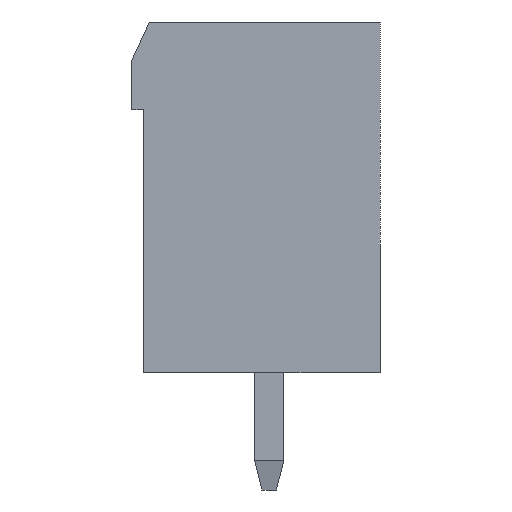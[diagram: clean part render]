
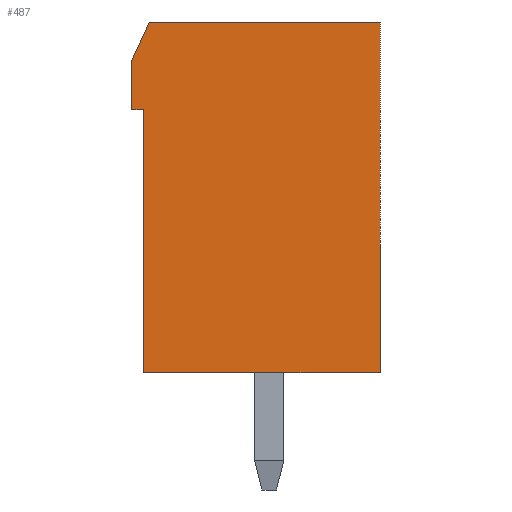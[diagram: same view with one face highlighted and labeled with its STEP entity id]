
A CAD part, left-side view. The second image highlights one B-rep face of the part: STEP entity #487.
In plain terms, the highlighted planar face has unit normal (-1, 0, 0).
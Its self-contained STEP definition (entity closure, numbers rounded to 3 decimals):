
#487 = ADVANCED_FACE( '', ( #1150 ), #1151, .F. );
#1150 = FACE_OUTER_BOUND( '', #2062, .T. );
#1151 = PLANE( '', #2063 );
#2062 = EDGE_LOOP( '', ( #3129, #3130, #3131, #3132, #3133, #3134, #3135 ) );
#2063 = AXIS2_PLACEMENT_3D( '', #3136, #3137, #3138 );
#3129 = ORIENTED_EDGE( '', *, *, #5723, .F. );
#3130 = ORIENTED_EDGE( '', *, *, #5724, .F. );
#3131 = ORIENTED_EDGE( '', *, *, #5725, .F. );
#3132 = ORIENTED_EDGE( '', *, *, #5587, .F. );
#3133 = ORIENTED_EDGE( '', *, *, #5726, .F. );
#3134 = ORIENTED_EDGE( '', *, *, #5727, .F. );
#3135 = ORIENTED_EDGE( '', *, *, #5728, .F. );
#3136 = CARTESIAN_POINT( '', ( -20., 0., 0. ) );
#3137 = DIRECTION( '', ( 1., 0., 0. ) );
#3138 = DIRECTION( '', ( 0., 0., -1. ) );
#5587 = EDGE_CURVE( '', #6667, #6663, #6669, .T. );
#5723 = EDGE_CURVE( '', #6908, #6909, #6910, .T. );
#5724 = EDGE_CURVE( '', #6911, #6908, #6912, .T. );
#5725 = EDGE_CURVE( '', #6663, #6911, #6913, .T. );
#5726 = EDGE_CURVE( '', #6914, #6667, #6915, .T. );
#5727 = EDGE_CURVE( '', #6916, #6914, #6917, .T. );
#5728 = EDGE_CURVE( '', #6909, #6916, #6918, .T. );
#6663 = VERTEX_POINT( '', #8257 );
#6667 = VERTEX_POINT( '', #8263 );
#6669 = LINE( '', #8266, #8267 );
#6908 = VERTEX_POINT( '', #8650 );
#6909 = VERTEX_POINT( '', #8651 );
#6910 = LINE( '', #8652, #8653 );
#6911 = VERTEX_POINT( '', #8654 );
#6912 = LINE( '', #8655, #8656 );
#6913 = LINE( '', #8657, #8658 );
#6914 = VERTEX_POINT( '', #8659 );
#6915 = LINE( '', #8660, #8661 );
#6916 = VERTEX_POINT( '', #8662 );
#6917 = LINE( '', #8663, #8664 );
#6918 = LINE( '', #8665, #8666 );
#8257 = CARTESIAN_POINT( '', ( -20., 4.25, 3. ) );
#8263 = CARTESIAN_POINT( '', ( -20., 3.85, 3. ) );
#8266 = CARTESIAN_POINT( '', ( -20., 3.85, 3. ) );
#8267 = VECTOR( '', #10757, 1000. );
#8650 = CARTESIAN_POINT( '', ( -20., 3.65, 6. ) );
#8651 = CARTESIAN_POINT( '', ( -20., -4.25, 6. ) );
#8652 = CARTESIAN_POINT( '', ( -20., 3.65, 6. ) );
#8653 = VECTOR( '', #10875, 1000. );
#8654 = CARTESIAN_POINT( '', ( -20., 4.25, 4.7 ) );
#8655 = CARTESIAN_POINT( '', ( -20., 4.25, 4.7 ) );
#8656 = VECTOR( '', #10876, 1000. );
#8657 = CARTESIAN_POINT( '', ( -20., 4.25, 3. ) );
#8658 = VECTOR( '', #10877, 1000. );
#8659 = CARTESIAN_POINT( '', ( -20., 3.85, -6. ) );
#8660 = CARTESIAN_POINT( '', ( -20., 3.85, -6. ) );
#8661 = VECTOR( '', #10878, 1000. );
#8662 = CARTESIAN_POINT( '', ( -20., -4.25, -6. ) );
#8663 = CARTESIAN_POINT( '', ( -20., -4.25, -6. ) );
#8664 = VECTOR( '', #10879, 1000. );
#8665 = CARTESIAN_POINT( '', ( -20., -4.25, 6. ) );
#8666 = VECTOR( '', #10880, 1000. );
#10757 = DIRECTION( '', ( 0., 1., 0. ) );
#10875 = DIRECTION( '', ( 0., -1., 0. ) );
#10876 = DIRECTION( '', ( 0., -0.419, 0.908 ) );
#10877 = DIRECTION( '', ( 0., 0., 1. ) );
#10878 = DIRECTION( '', ( 0., 0., 1. ) );
#10879 = DIRECTION( '', ( 0., 1., 0. ) );
#10880 = DIRECTION( '', ( 0., 0., -1. ) );
